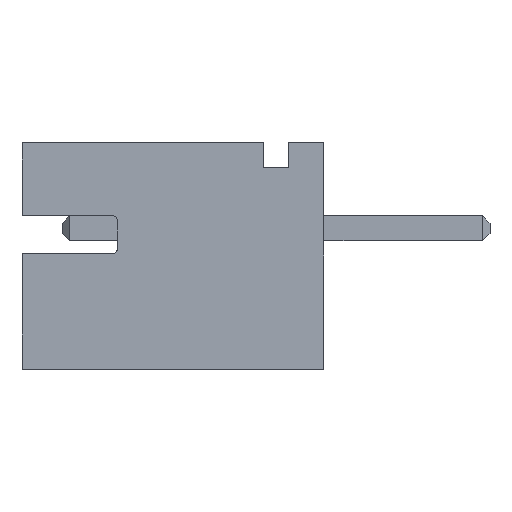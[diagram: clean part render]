
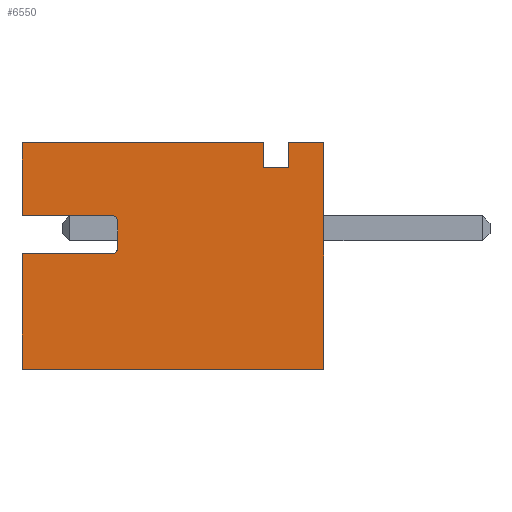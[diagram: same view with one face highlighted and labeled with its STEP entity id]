
A CAD part, left-side view. The second image highlights one B-rep face of the part: STEP entity #6550.
In plain terms, the highlighted planar face has unit normal (-1, 0, 0).
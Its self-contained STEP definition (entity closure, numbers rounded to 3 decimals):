
#251 = AXIS2_PLACEMENT_3D ( 'NONE', #7468, #3399, #1489 ) ;
#540 = FACE_OUTER_BOUND ( 'NONE', #1809, .T. ) ;
#599 = EDGE_CURVE ( 'NONE', #5038, #1184, #2674, .T. ) ;
#606 = LINE ( 'NONE', #7469, #2324 ) ;
#655 = EDGE_CURVE ( 'NONE', #1431, #5506, #5001, .T. ) ;
#754 = VERTEX_POINT ( 'NONE', #7093 ) ;
#900 = DIRECTION ( 'NONE',  ( 0., 0., -1. ) ) ;
#922 = CARTESIAN_POINT ( 'NONE',  ( -8.95, 6., 0.05 ) ) ;
#949 = LINE ( 'NONE', #4459, #8057 ) ;
#990 = LINE ( 'NONE', #4533, #2039 ) ;
#1139 = EDGE_CURVE ( 'NONE', #7523, #4303, #2067, .T. ) ;
#1184 = VERTEX_POINT ( 'NONE', #8477 ) ;
#1328 = VECTOR ( 'NONE', #6651, 1000. ) ;
#1330 = LINE ( 'NONE', #3352, #1328 ) ;
#1339 = DIRECTION ( 'NONE',  ( 0., 0., -1. ) ) ;
#1354 = CARTESIAN_POINT ( 'NONE',  ( -8.95, 0.7, 1.75 ) ) ;
#1389 = ORIENTED_EDGE ( 'NONE', *, *, #5802, .F. ) ;
#1431 = VERTEX_POINT ( 'NONE', #5102 ) ;
#1489 = DIRECTION ( 'NONE',  ( 0., 0., -1. ) ) ;
#1723 = LINE ( 'NONE', #5763, #7344 ) ;
#1724 = CARTESIAN_POINT ( 'NONE',  ( -8.95, 0., -2.25 ) ) ;
#1755 = CARTESIAN_POINT ( 'NONE',  ( -8.95, 0.7, 2.25 ) ) ;
#1809 = EDGE_LOOP ( 'NONE', ( #2030, #4118, #8565, #4534, #6296, #3202, #1840, #7016, #4398, #2752, #2830, #8650, #3754, #1389 ) ) ;
#1840 = ORIENTED_EDGE ( 'NONE', *, *, #5061, .F. ) ;
#1967 = VECTOR ( 'NONE', #3651, 1000. ) ;
#2012 = CARTESIAN_POINT ( 'NONE',  ( -8.95, 1.2, 1.75 ) ) ;
#2030 = ORIENTED_EDGE ( 'NONE', *, *, #8382, .F. ) ;
#2039 = VECTOR ( 'NONE', #6540, 1000. ) ;
#2040 = VECTOR ( 'NONE', #2766, 1000. ) ;
#2067 = LINE ( 'NONE', #3577, #5653 ) ;
#2191 = VECTOR ( 'NONE', #4378, 1000. ) ;
#2324 = VECTOR ( 'NONE', #5484, 1000. ) ;
#2389 = CARTESIAN_POINT ( 'NONE',  ( -8.95, 6., 0.05 ) ) ;
#2404 = EDGE_CURVE ( 'NONE', #4303, #2774, #4376, .T. ) ;
#2411 = LINE ( 'NONE', #1755, #6211 ) ;
#2674 = LINE ( 'NONE', #4862, #2040 ) ;
#2741 = CARTESIAN_POINT ( 'NONE',  ( -8.95, 1.2, 1.75 ) ) ;
#2752 = ORIENTED_EDGE ( 'NONE', *, *, #6791, .F. ) ;
#2766 = DIRECTION ( 'NONE',  ( 0., -1., 0. ) ) ;
#2774 = VERTEX_POINT ( 'NONE', #6351 ) ;
#2808 = DIRECTION ( 'NONE',  ( 0., 0., -1. ) ) ;
#2830 = ORIENTED_EDGE ( 'NONE', *, *, #6996, .T. ) ;
#3154 = CARTESIAN_POINT ( 'NONE',  ( -8.95, 6., 2.25 ) ) ;
#3202 = ORIENTED_EDGE ( 'NONE', *, *, #655, .T. ) ;
#3263 = DIRECTION ( 'NONE',  ( 0., 1., 0. ) ) ;
#3311 = PLANE ( 'NONE',  #5213 ) ;
#3321 = VECTOR ( 'NONE', #2808, 1000. ) ;
#3352 = CARTESIAN_POINT ( 'NONE',  ( -8.95, 6., -2.25 ) ) ;
#3385 = LINE ( 'NONE', #4076, #3321 ) ;
#3399 = DIRECTION ( 'NONE',  ( 1., 0., 0. ) ) ;
#3514 = CARTESIAN_POINT ( 'NONE',  ( -8.95, 4.1, 0.7 ) ) ;
#3533 = DIRECTION ( 'NONE',  ( 0., -1., 0. ) ) ;
#3577 = CARTESIAN_POINT ( 'NONE',  ( -8.95, 6., -2.25 ) ) ;
#3651 = DIRECTION ( 'NONE',  ( 0., 0., 1. ) ) ;
#3742 = CARTESIAN_POINT ( 'NONE',  ( -8.95, 6., 0.8 ) ) ;
#3754 = ORIENTED_EDGE ( 'NONE', *, *, #6683, .T. ) ;
#3891 = CARTESIAN_POINT ( 'NONE',  ( -8.95, 6., -2.25 ) ) ;
#4076 = CARTESIAN_POINT ( 'NONE',  ( -8.95, 4.1, 0.7 ) ) ;
#4086 = LINE ( 'NONE', #2012, #8066 ) ;
#4105 = CARTESIAN_POINT ( 'NONE',  ( -8.95, 0.7, 2.25 ) ) ;
#4118 = ORIENTED_EDGE ( 'NONE', *, *, #599, .T. ) ;
#4303 = VERTEX_POINT ( 'NONE', #6667 ) ;
#4376 = LINE ( 'NONE', #1724, #1967 ) ;
#4378 = DIRECTION ( 'NONE',  ( 0., 1., 0. ) ) ;
#4398 = ORIENTED_EDGE ( 'NONE', *, *, #2404, .T. ) ;
#4454 = EDGE_CURVE ( 'NONE', #5560, #1431, #8748, .T. ) ;
#4459 = CARTESIAN_POINT ( 'NONE',  ( -8.95, 6., -2.25 ) ) ;
#4461 = DIRECTION ( 'NONE',  ( 0., -1., 0. ) ) ;
#4486 = DIRECTION ( 'NONE',  ( 0., 0., -1. ) ) ;
#4533 = CARTESIAN_POINT ( 'NONE',  ( -8.95, 1.2, 2.25 ) ) ;
#4534 = ORIENTED_EDGE ( 'NONE', *, *, #7599, .T. ) ;
#4862 = CARTESIAN_POINT ( 'NONE',  ( -8.95, 6., 0.8 ) ) ;
#5001 = LINE ( 'NONE', #2389, #2191 ) ;
#5035 = CARTESIAN_POINT ( 'NONE',  ( -8.95, 4.2, 0.7 ) ) ;
#5038 = VERTEX_POINT ( 'NONE', #3742 ) ;
#5061 = EDGE_CURVE ( 'NONE', #7523, #5506, #949, .T. ) ;
#5102 = CARTESIAN_POINT ( 'NONE',  ( -8.95, 4.2, 0.05 ) ) ;
#5213 = AXIS2_PLACEMENT_3D ( 'NONE', #6053, #8119, #1339 ) ;
#5294 = EDGE_CURVE ( 'NONE', #1184, #7944, #5731, .T. ) ;
#5484 = DIRECTION ( 'NONE',  ( 0., -1., 0. ) ) ;
#5506 = VERTEX_POINT ( 'NONE', #922 ) ;
#5560 = VERTEX_POINT ( 'NONE', #7399 ) ;
#5653 = VECTOR ( 'NONE', #3533, 1000. ) ;
#5731 = CIRCLE ( 'NONE', #6906, 0.1 ) ;
#5763 = CARTESIAN_POINT ( 'NONE',  ( -8.95, 6., 2.25 ) ) ;
#5802 = EDGE_CURVE ( 'NONE', #6707, #754, #1723, .T. ) ;
#5937 = VERTEX_POINT ( 'NONE', #1354 ) ;
#6053 = CARTESIAN_POINT ( 'NONE',  ( -8.95, 6., -2.25 ) ) ;
#6211 = VECTOR ( 'NONE', #4486, 1000. ) ;
#6296 = ORIENTED_EDGE ( 'NONE', *, *, #4454, .T. ) ;
#6351 = CARTESIAN_POINT ( 'NONE',  ( -8.95, 0., 2.25 ) ) ;
#6540 = DIRECTION ( 'NONE',  ( 0., 0., 1. ) ) ;
#6550 = ADVANCED_FACE ( 'NONE', ( #540 ), #3311, .F. ) ;
#6651 = DIRECTION ( 'NONE',  ( 0., 0., 1. ) ) ;
#6667 = CARTESIAN_POINT ( 'NONE',  ( -8.95, 0., -2.25 ) ) ;
#6683 = EDGE_CURVE ( 'NONE', #8840, #754, #990, .T. ) ;
#6707 = VERTEX_POINT ( 'NONE', #3154 ) ;
#6791 = EDGE_CURVE ( 'NONE', #8001, #2774, #606, .T. ) ;
#6906 = AXIS2_PLACEMENT_3D ( 'NONE', #5035, #7826, #900 ) ;
#6996 = EDGE_CURVE ( 'NONE', #8001, #5937, #2411, .T. ) ;
#7016 = ORIENTED_EDGE ( 'NONE', *, *, #1139, .T. ) ;
#7093 = CARTESIAN_POINT ( 'NONE',  ( -8.95, 1.2, 2.25 ) ) ;
#7124 = EDGE_CURVE ( 'NONE', #5937, #8840, #4086, .T. ) ;
#7344 = VECTOR ( 'NONE', #4461, 1000. ) ;
#7399 = CARTESIAN_POINT ( 'NONE',  ( -8.95, 4.1, 0.15 ) ) ;
#7468 = CARTESIAN_POINT ( 'NONE',  ( -8.95, 4.2, 0.15 ) ) ;
#7469 = CARTESIAN_POINT ( 'NONE',  ( -8.95, 6., 2.25 ) ) ;
#7523 = VERTEX_POINT ( 'NONE', #3891 ) ;
#7599 = EDGE_CURVE ( 'NONE', #7944, #5560, #3385, .T. ) ;
#7826 = DIRECTION ( 'NONE',  ( 1., 0., 0. ) ) ;
#7944 = VERTEX_POINT ( 'NONE', #3514 ) ;
#8001 = VERTEX_POINT ( 'NONE', #4105 ) ;
#8057 = VECTOR ( 'NONE', #8507, 1000. ) ;
#8066 = VECTOR ( 'NONE', #3263, 1000. ) ;
#8119 = DIRECTION ( 'NONE',  ( 1., 0., 0. ) ) ;
#8382 = EDGE_CURVE ( 'NONE', #5038, #6707, #1330, .T. ) ;
#8477 = CARTESIAN_POINT ( 'NONE',  ( -8.95, 4.2, 0.8 ) ) ;
#8507 = DIRECTION ( 'NONE',  ( 0., 0., 1. ) ) ;
#8565 = ORIENTED_EDGE ( 'NONE', *, *, #5294, .T. ) ;
#8650 = ORIENTED_EDGE ( 'NONE', *, *, #7124, .T. ) ;
#8748 = CIRCLE ( 'NONE', #251, 0.1 ) ;
#8840 = VERTEX_POINT ( 'NONE', #2741 ) ;
